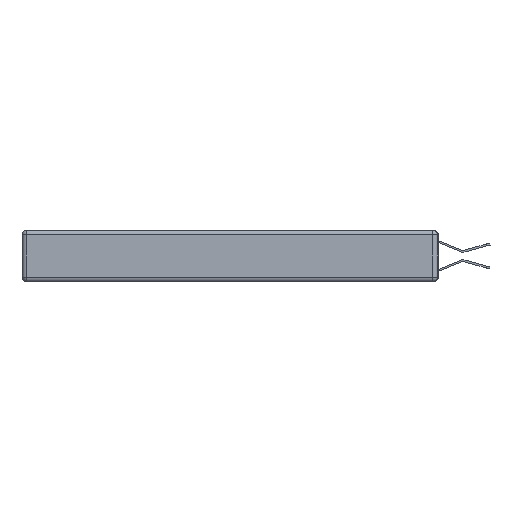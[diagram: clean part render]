
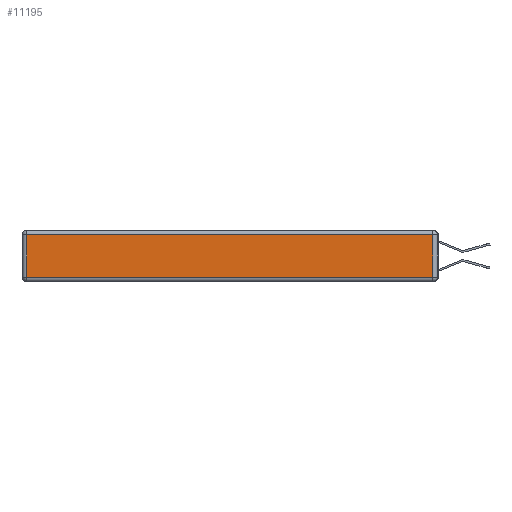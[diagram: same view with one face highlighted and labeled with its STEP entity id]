
A CAD part, left-side view. The second image highlights one B-rep face of the part: STEP entity #11195.
In plain terms, the highlighted planar face has unit normal (-1, 0, 0).
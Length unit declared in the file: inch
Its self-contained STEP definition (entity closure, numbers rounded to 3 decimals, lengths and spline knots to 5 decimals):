
#1124 = VECTOR ( 'NONE', #19971, 39.37008 ) ;
#3243 = ORIENTED_EDGE ( 'NONE', *, *, #18664, .T. ) ;
#3337 = LINE ( 'NONE', #12656, #4338 ) ;
#4299 = EDGE_CURVE ( 'NONE', #6515, #7970, #28725, .T. ) ;
#4338 = VECTOR ( 'NONE', #10172, 39.37008 ) ;
#6515 = VERTEX_POINT ( 'NONE', #18568 ) ;
#7075 = EDGE_CURVE ( 'NONE', #19664, #17957, #27127, .T. ) ;
#7082 = AXIS2_PLACEMENT_3D ( 'NONE', #13137, #28561, #10957 ) ;
#7970 = VERTEX_POINT ( 'NONE', #11790 ) ;
#8232 = LINE ( 'NONE', #19115, #27409 ) ;
#10172 = DIRECTION ( 'NONE',  ( 0., 0., 1. ) ) ;
#10820 = FACE_OUTER_BOUND ( 'NONE', #13699, .T. ) ;
#10831 = ORIENTED_EDGE ( 'NONE', *, *, #13857, .T. ) ;
#10957 = DIRECTION ( 'NONE',  ( 0., 0., 1. ) ) ;
#11195 = ADVANCED_FACE ( 'NONE', ( #10820 ), #13427, .T. ) ;
#11790 = CARTESIAN_POINT ( 'NONE',  ( 0., 0.03, -0.313 ) ) ;
#12656 = CARTESIAN_POINT ( 'NONE',  ( 0., 0.03, -0.343 ) ) ;
#13137 = CARTESIAN_POINT ( 'NONE',  ( 0., 0., -0.343 ) ) ;
#13427 = PLANE ( 'NONE',  #7082 ) ;
#13699 = EDGE_LOOP ( 'NONE', ( #15149, #10831, #26652, #3243 ) ) ;
#13857 = EDGE_CURVE ( 'NONE', #7970, #19664, #3337, .T. ) ;
#15149 = ORIENTED_EDGE ( 'NONE', *, *, #4299, .T. ) ;
#16059 = CARTESIAN_POINT ( 'NONE',  ( 0., 2.75, -0.03 ) ) ;
#17438 = CARTESIAN_POINT ( 'NONE',  ( 0., 0.03, -0.03 ) ) ;
#17659 = CARTESIAN_POINT ( 'NONE',  ( 0., 0., -0.313 ) ) ;
#17957 = VERTEX_POINT ( 'NONE', #25576 ) ;
#18082 = VECTOR ( 'NONE', #22755, 39.37008 ) ;
#18568 = CARTESIAN_POINT ( 'NONE',  ( 0., 2.72, -0.313 ) ) ;
#18664 = EDGE_CURVE ( 'NONE', #17957, #6515, #8232, .T. ) ;
#19115 = CARTESIAN_POINT ( 'NONE',  ( 0., 2.72, -0.343 ) ) ;
#19664 = VERTEX_POINT ( 'NONE', #17438 ) ;
#19971 = DIRECTION ( 'NONE',  ( 0., -1., 0. ) ) ;
#22755 = DIRECTION ( 'NONE',  ( 0., 1., 0. ) ) ;
#25576 = CARTESIAN_POINT ( 'NONE',  ( 0., 2.72, -0.03 ) ) ;
#25972 = DIRECTION ( 'NONE',  ( 0., 0., -1. ) ) ;
#26652 = ORIENTED_EDGE ( 'NONE', *, *, #7075, .T. ) ;
#27127 = LINE ( 'NONE', #16059, #18082 ) ;
#27409 = VECTOR ( 'NONE', #25972, 39.37008 ) ;
#28561 = DIRECTION ( 'NONE',  ( -1., 0., 0. ) ) ;
#28725 = LINE ( 'NONE', #17659, #1124 ) ;
